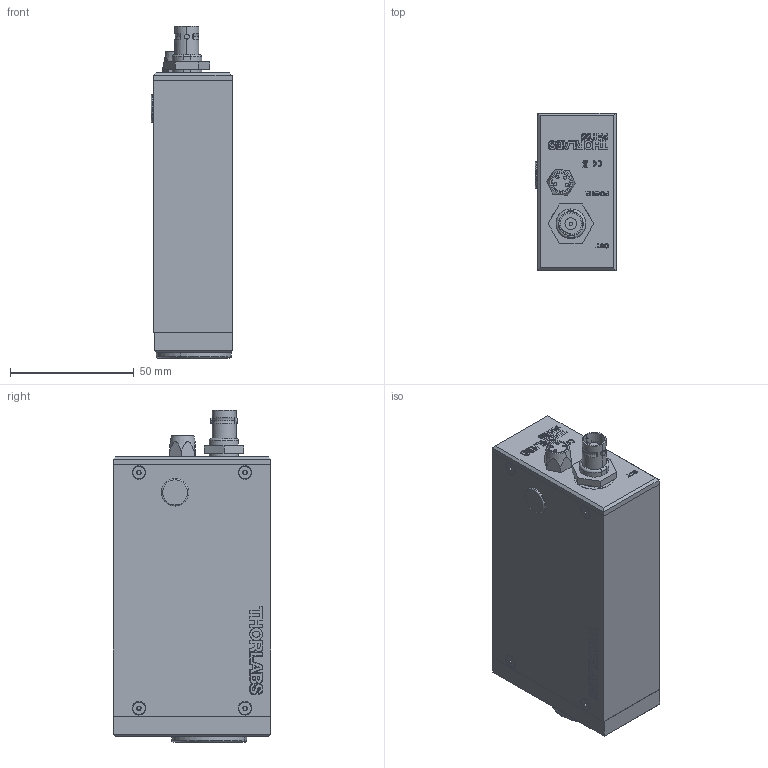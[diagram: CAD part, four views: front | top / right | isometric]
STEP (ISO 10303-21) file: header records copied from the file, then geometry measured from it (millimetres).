
FILE_DESCRIPTION (( 'STEP AP214' ), '1' );
FILE_NAME ('TTN043089-E0W.STEP', '2016-03-07T13:17:49', ( 'admin' ), ( '' ), 'SwSTEP 2.0', 'SolidWorks 2014', '' );
FILE_SCHEMA (( 'AUTOMOTIVE_DESIGN' ));
Length unit declared in the file: inch
Products named in the file (1): TTN043089-E0W
Bounding box: 33.1 x 63.5 x 134.15 mm (x, y, z)
Surface area: 30300.8 mm2 (no closed solid volume)
Topology: 0 solids, 70 shells, 429 faces, 6607 edges, 6213 vertices
Faces by surface type: plane 237, cone 100, cylinder 57, bspline 25, torus 10
Entity records: 65137 total; most frequent: CARTESIAN_POINT 16872, DIRECTION 7386, ORIENTED_EDGE 7274, EDGE_CURVE 6607, VERTEX_POINT 6213, VECTOR 5772, LINE 5772, AXIS2_PLACEMENT_3D 807
